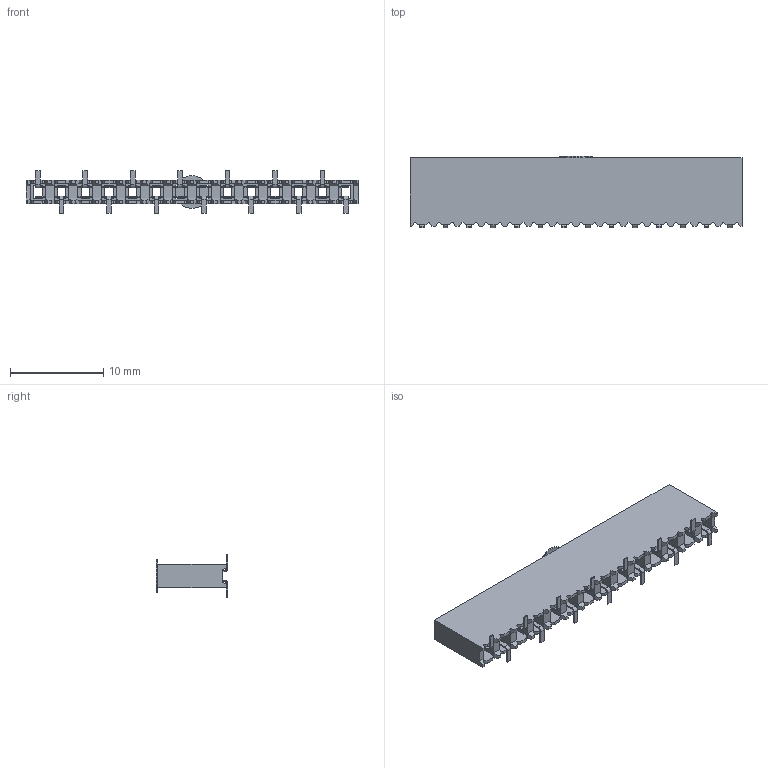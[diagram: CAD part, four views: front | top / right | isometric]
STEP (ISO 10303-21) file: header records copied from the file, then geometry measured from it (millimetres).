
FILE_DESCRIPTION( ( 'STEP AP203' ), '1' );
FILE_NAME( 'SSM-114-T-SV-BE-K-TR.stp', '2021-06-21T15:33:02', ( 'License CC BY-ND 4.0' ), ( 'CADENAS' ), ' ', 'PARTsolutions', ' ' );
FILE_SCHEMA( ( 'CONFIG_CONTROL_DESIGN' ) );
Length unit declared in the file: inch
Products named in the file (3): SSM-114-T-SV-BE-K-TR; _SSM-114-T-SV-BE-K-TR_body; _C-95-0214
Assembly tree (2 placements, depth 2):
  SSM-114-T-SV-BE-K-TR
    _SSM-114-T-SV-BE-K-TR_body
    _C-95-0214
Bounding box: 35.56 x 7.62 x 4.57 mm (x, y, z)
Volume: 425.5 mm3; surface area: 1456 mm2
Topology: 2 solids, 3 shells, 605 faces, 1795 edges, 1194 vertices
Faces by surface type: plane 576, cylinder 29
Full cylindrical faces by diameter (mm): 3.505 x1
Entity records: 20066 total; most frequent: CARTESIAN_POINT 3594, ORIENTED_EDGE 3586, DIRECTION 3074, EDGE_CURVE 1793, LINE 1728, VECTOR 1728, VERTEX_POINT 1193, AXIS2_PLACEMENT_3D 673
